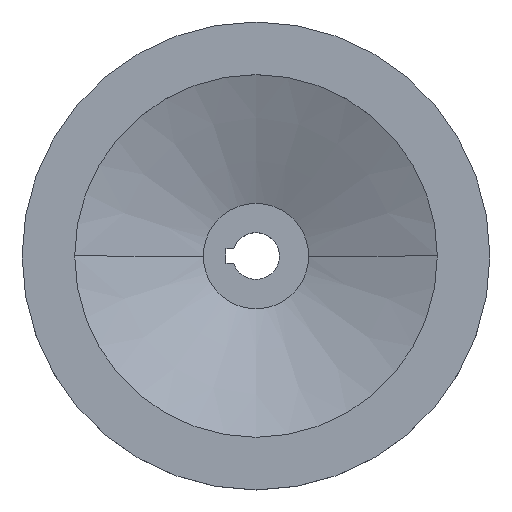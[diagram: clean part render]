
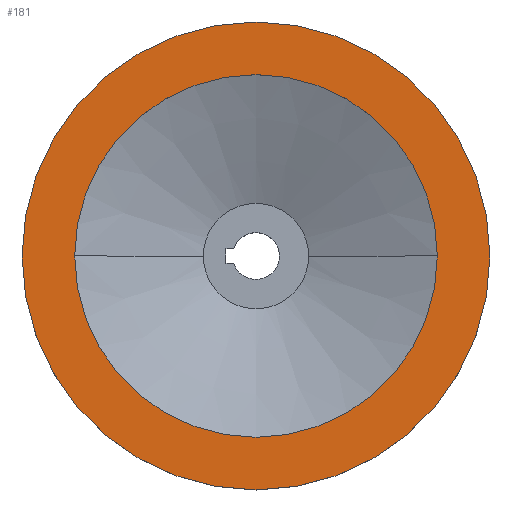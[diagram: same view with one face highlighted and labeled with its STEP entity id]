
A CAD part, top view. The second image highlights one B-rep face of the part: STEP entity #181.
In plain terms, the highlighted planar face has unit normal (0, 0, 1).
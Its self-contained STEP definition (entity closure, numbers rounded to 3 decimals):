
#143=EDGE_CURVE('',#163,#257,#368,.T.);
#159=EDGE_CURVE('',#177,#321,#389,.T.);
#163=VERTEX_POINT('',#393);
#177=VERTEX_POINT('',#410);
#181=ADVANCED_FACE('',(#415,#416),#417,.T.);
#257=VERTEX_POINT('',#499);
#261=EDGE_CURVE('',#257,#163,#503,.T.);
#319=EDGE_CURVE('',#321,#177,#564,.T.);
#321=VERTEX_POINT('',#566);
#368=CIRCLE('',#611,80.0);
#389=CIRCLE('',#639,62.0);
#393=CARTESIAN_POINT('',(80.0,0.,39.0));
#410=CARTESIAN_POINT('',(-62.0,0.,39.0));
#415=FACE_OUTER_BOUND('',#669,.T.);
#416=FACE_BOUND('',#670,.T.);
#417=PLANE('',#671);
#499=CARTESIAN_POINT('',(-80.0,0.,39.0));
#503=CIRCLE('',#792,80.0);
#564=CIRCLE('',#875,62.0);
#566=CARTESIAN_POINT('',(62.0,0.,39.0));
#611=AXIS2_PLACEMENT_3D('',#931,#932,#933);
#639=AXIS2_PLACEMENT_3D('',#969,#970,#971);
#669=EDGE_LOOP('',(#1012,#1013));
#670=EDGE_LOOP('',(#1014,#1015));
#671=AXIS2_PLACEMENT_3D('',#1016,#1017,#1018);
#792=AXIS2_PLACEMENT_3D('',#1104,#1105,#1106);
#875=AXIS2_PLACEMENT_3D('',#1149,#1150,#1151);
#931=CARTESIAN_POINT('',(0.,0.,39.0));
#932=DIRECTION('',(-0.0,0.0,-1.0));
#933=DIRECTION('',(-1.0,0.,0.0));
#969=CARTESIAN_POINT('',(0.,0.,39.0));
#970=DIRECTION('',(-0.0,0.0,-1.0));
#971=DIRECTION('',(-1.0,0.,0.0));
#1012=ORIENTED_EDGE('',*,*,#261,.F.);
#1013=ORIENTED_EDGE('',*,*,#143,.F.);
#1014=ORIENTED_EDGE('',*,*,#159,.T.);
#1015=ORIENTED_EDGE('',*,*,#319,.T.);
#1016=CARTESIAN_POINT('',(-71.0,0.,39.0));
#1017=DIRECTION('',(0.0,0.0,1.0));
#1018=DIRECTION('',(-1.0,0.,0.0));
#1104=CARTESIAN_POINT('',(0.,0.,39.0));
#1105=DIRECTION('',(-0.0,0.0,-1.0));
#1106=DIRECTION('',(-1.0,0.,0.0));
#1149=CARTESIAN_POINT('',(0.,0.,39.0));
#1150=DIRECTION('',(-0.0,0.0,-1.0));
#1151=DIRECTION('',(-1.0,0.,0.0));
